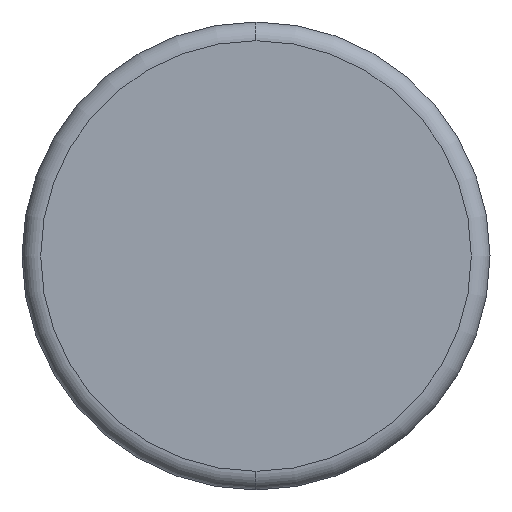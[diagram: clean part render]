
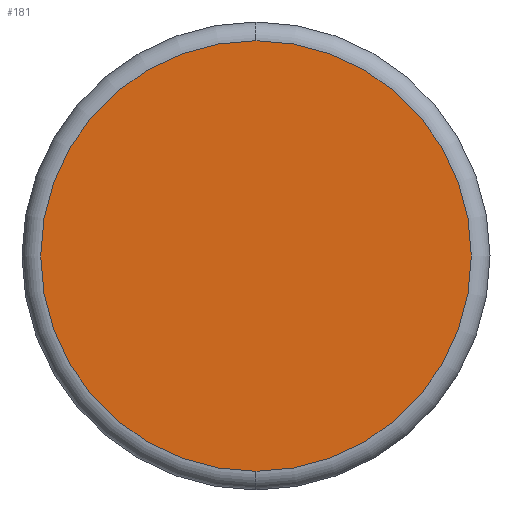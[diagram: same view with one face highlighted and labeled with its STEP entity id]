
A CAD part, front view. The second image highlights one B-rep face of the part: STEP entity #181.
In plain terms, the highlighted planar face has unit normal (0, -1, 0).
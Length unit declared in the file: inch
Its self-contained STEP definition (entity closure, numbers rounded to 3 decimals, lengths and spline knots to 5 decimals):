
#34 = AXIS2_PLACEMENT_3D ( 'NONE', #460, #425, #455 ) ;
#60 = AXIS2_PLACEMENT_3D ( 'NONE', #238, #241, #151 ) ;
#92 = EDGE_CURVE ( 'NONE', #108, #507, #489, .T. ) ;
#97 = AXIS2_PLACEMENT_3D ( 'NONE', #173, #337, #506 ) ;
#102 = ORIENTED_EDGE ( 'NONE', *, *, #287, .T. ) ;
#108 = VERTEX_POINT ( 'NONE', #304 ) ;
#151 = DIRECTION ( 'NONE',  ( 0., 0., -1. ) ) ;
#173 = CARTESIAN_POINT ( 'NONE',  ( 0., 0., 0. ) ) ;
#181 = ADVANCED_FACE ( 'NONE', ( #289 ), #524, .T. ) ;
#206 = ORIENTED_EDGE ( 'NONE', *, *, #92, .T. ) ;
#238 = CARTESIAN_POINT ( 'NONE',  ( 0., 0., 0. ) ) ;
#241 = DIRECTION ( 'NONE',  ( 0., -1., 0. ) ) ;
#258 = EDGE_LOOP ( 'NONE', ( #206, #102 ) ) ;
#287 = EDGE_CURVE ( 'NONE', #507, #108, #459, .T. ) ;
#289 = FACE_OUTER_BOUND ( 'NONE', #258, .T. ) ;
#304 = CARTESIAN_POINT ( 'NONE',  ( 0., 0., -0.345 ) ) ;
#337 = DIRECTION ( 'NONE',  ( 0., -1., 0. ) ) ;
#397 = CARTESIAN_POINT ( 'NONE',  ( 0., 0., 0.345 ) ) ;
#425 = DIRECTION ( 'NONE',  ( 0., -1., 0. ) ) ;
#455 = DIRECTION ( 'NONE',  ( 0., 0., -1. ) ) ;
#459 = CIRCLE ( 'NONE', #97, 0.345 ) ;
#460 = CARTESIAN_POINT ( 'NONE',  ( 0., 0., 0. ) ) ;
#489 = CIRCLE ( 'NONE', #34, 0.345 ) ;
#506 = DIRECTION ( 'NONE',  ( 0., 0., -1. ) ) ;
#507 = VERTEX_POINT ( 'NONE', #397 ) ;
#524 = PLANE ( 'NONE',  #60 ) ;
